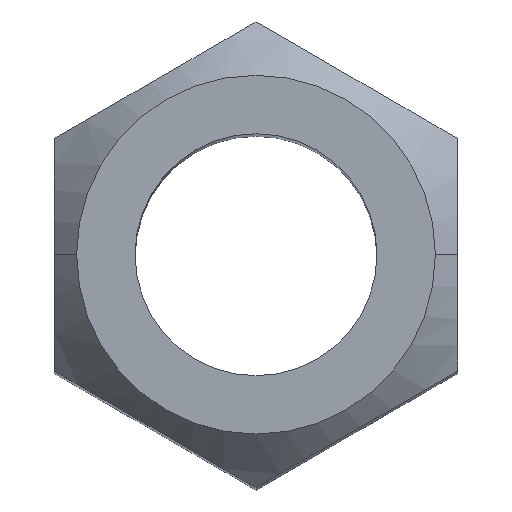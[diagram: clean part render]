
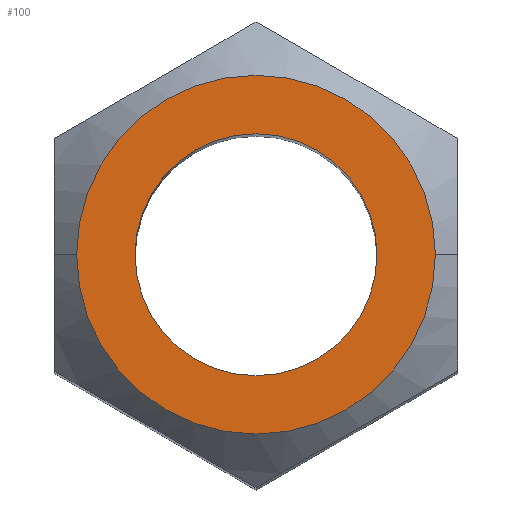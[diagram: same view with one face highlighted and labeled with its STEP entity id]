
A CAD part, top view. The second image highlights one B-rep face of the part: STEP entity #100.
In plain terms, the highlighted planar face has unit normal (0, 0, 1).
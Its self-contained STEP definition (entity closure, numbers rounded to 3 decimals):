
#30 = DIRECTION ( 'NONE',  ( 1., 0., 0. ) ) ;
#43 = CARTESIAN_POINT ( 'NONE',  ( 0., 0., 10. ) ) ;
#60 = DIRECTION ( 'NONE',  ( 1., 0., 0. ) ) ;
#66 = AXIS2_PLACEMENT_3D ( 'NONE', #208, #530, #260 ) ;
#69 = VERTEX_POINT ( 'NONE', #252 ) ;
#78 = EDGE_CURVE ( 'NONE', #425, #69, #580, .T. ) ;
#91 = DIRECTION ( 'NONE',  ( 1., 0., 0. ) ) ;
#96 = AXIS2_PLACEMENT_3D ( 'NONE', #307, #348, #60 ) ;
#98 = VERTEX_POINT ( 'NONE', #258 ) ;
#100 = ADVANCED_FACE ( 'NONE', ( #488, #516 ), #478, .T. ) ;
#105 = EDGE_CURVE ( 'NONE', #169, #98, #435, .T. ) ;
#114 = AXIS2_PLACEMENT_3D ( 'NONE', #43, #379, #91 ) ;
#164 = CIRCLE ( 'NONE', #114, 2.446 ) ;
#169 = VERTEX_POINT ( 'NONE', #216 ) ;
#188 = ORIENTED_EDGE ( 'NONE', *, *, #105, .F. ) ;
#196 = ORIENTED_EDGE ( 'NONE', *, *, #532, .F. ) ;
#208 = CARTESIAN_POINT ( 'NONE',  ( 0., 0., 10. ) ) ;
#213 = ORIENTED_EDGE ( 'NONE', *, *, #405, .F. ) ;
#215 = EDGE_LOOP ( 'NONE', ( #213, #306 ) ) ;
#216 = CARTESIAN_POINT ( 'NONE',  ( 1.65, 0., 10. ) ) ;
#252 = CARTESIAN_POINT ( 'NONE',  ( 2.446, 0., 10. ) ) ;
#255 = CARTESIAN_POINT ( 'NONE',  ( 0., 0., 10. ) ) ;
#258 = CARTESIAN_POINT ( 'NONE',  ( -1.65, 0., 10. ) ) ;
#260 = DIRECTION ( 'NONE',  ( 1., 0., 0. ) ) ;
#305 = DIRECTION ( 'NONE',  ( 1., 0., 0. ) ) ;
#306 = ORIENTED_EDGE ( 'NONE', *, *, #78, .F. ) ;
#307 = CARTESIAN_POINT ( 'NONE',  ( 0., 0., 10. ) ) ;
#326 = DIRECTION ( 'NONE',  ( 0., 0., 1. ) ) ;
#345 = AXIS2_PLACEMENT_3D ( 'NONE', #591, #326, #30 ) ;
#348 = DIRECTION ( 'NONE',  ( 0., 0., 1. ) ) ;
#379 = DIRECTION ( 'NONE',  ( 0., 0., -1. ) ) ;
#405 = EDGE_CURVE ( 'NONE', #69, #425, #164, .T. ) ;
#422 = CARTESIAN_POINT ( 'NONE',  ( -2.446, 0., 10. ) ) ;
#425 = VERTEX_POINT ( 'NONE', #422 ) ;
#435 = CIRCLE ( 'NONE', #66, 1.65 ) ;
#461 = EDGE_LOOP ( 'NONE', ( #188, #196 ) ) ;
#478 = PLANE ( 'NONE',  #96 ) ;
#488 = FACE_OUTER_BOUND ( 'NONE', #215, .T. ) ;
#516 = FACE_BOUND ( 'NONE', #461, .T. ) ;
#524 = CIRCLE ( 'NONE', #345, 1.65 ) ;
#530 = DIRECTION ( 'NONE',  ( 0., 0., 1. ) ) ;
#532 = EDGE_CURVE ( 'NONE', #98, #169, #524, .T. ) ;
#553 = AXIS2_PLACEMENT_3D ( 'NONE', #255, #570, #305 ) ;
#570 = DIRECTION ( 'NONE',  ( 0., 0., -1. ) ) ;
#580 = CIRCLE ( 'NONE', #553, 2.446 ) ;
#591 = CARTESIAN_POINT ( 'NONE',  ( 0., 0., 10. ) ) ;
